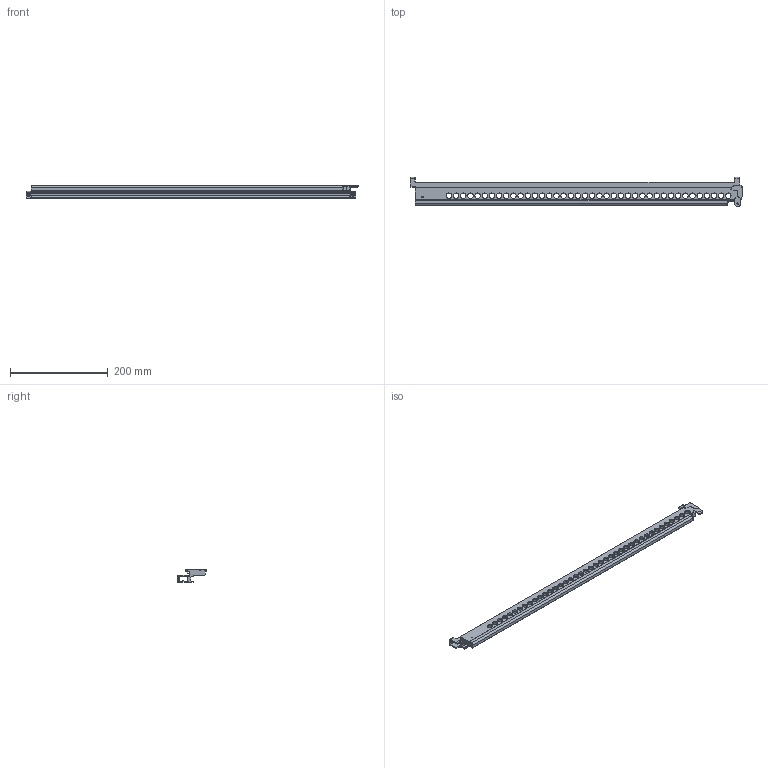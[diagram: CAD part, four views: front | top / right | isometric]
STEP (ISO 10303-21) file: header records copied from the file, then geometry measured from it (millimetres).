
FILE_DESCRIPTION(/* description */ (''),/* implementation_level */ '2;1');
FILE_NAME(/* name */ 'rail supérieur gauche.step',/* time_stamp */ '2020-11-13T16:26:16+01:00',/* author */ (''),/* organization */ (''),/* preprocessor_version */ 'ST-DEVELOPER v18.1',/* originating_system */ 'Autodesk Translation Framework v9.3.0.1241',/* authorisation */ '');
FILE_SCHEMA (('AUTOMOTIVE_DESIGN { 1 0 10303 214 3 1 1 }'));
Products named in the file (1): FusionComponent
Bounding box: 678.56 x 59.64 x 26 mm (x, y, z)
Volume: 285046.2 mm3; surface area: 147870.9 mm2
Topology: 1 solids, 1 shells, 1251 faces, 3031 edges, 1692 vertices
Faces by surface type: cylinder 477, plane 239, torus 233, bspline 221, sphere 80, cone 1
Full cylindrical faces by diameter (mm): 1.842 x4, 2.292 x4, 3 x2, 3.5 x2, 6.2 x2, 11.04 x40
Entity records: 48277 total; most frequent: CARTESIAN_POINT 20059, DIRECTION 5996, ORIENTED_EDGE 5894, EDGE_CURVE 2947, AXIS2_PLACEMENT_3D 2485, VERTEX_POINT 1692, CIRCLE 1441, EDGE_LOOP 1349
